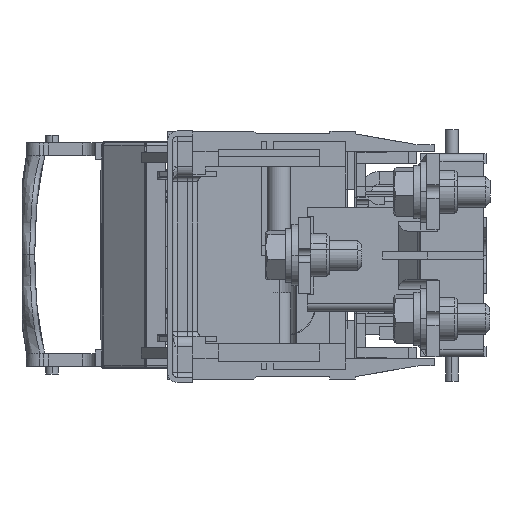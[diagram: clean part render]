
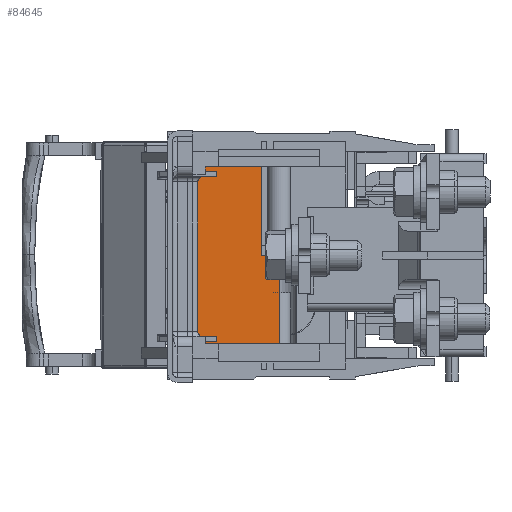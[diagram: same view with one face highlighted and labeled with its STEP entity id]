
A CAD part, left-side view. The second image highlights one B-rep face of the part: STEP entity #84645.
In plain terms, the highlighted planar face has unit normal (-1, 0, 0).
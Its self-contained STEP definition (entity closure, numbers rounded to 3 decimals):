
#1572 = DIRECTION ( 'NONE',  ( -1., 0., 0. ) ) ;
#2621 = DIRECTION ( 'NONE',  ( 0., -1., 0. ) ) ;
#3370 = EDGE_CURVE ( 'NONE', #4480, #36845, #37264, .T. ) ;
#4480 = VERTEX_POINT ( 'NONE', #97077 ) ;
#6429 = CARTESIAN_POINT ( 'NONE',  ( 44.152, 87.5, -4.8 ) ) ;
#7581 = FACE_OUTER_BOUND ( 'NONE', #86832, .T. ) ;
#7880 = VERTEX_POINT ( 'NONE', #8385 ) ;
#7892 = LINE ( 'NONE', #58994, #90047 ) ;
#8385 = CARTESIAN_POINT ( 'NONE',  ( 44.152, 124.5, -4.8 ) ) ;
#10256 = ORIENTED_EDGE ( 'NONE', *, *, #87882, .T. ) ;
#11509 = CARTESIAN_POINT ( 'NONE',  ( 44.152, 91.8, -5.8 ) ) ;
#11513 = CARTESIAN_POINT ( 'NONE',  ( 44.152, 87.5, -0.8 ) ) ;
#13667 = EDGE_CURVE ( 'NONE', #57597, #36523, #36785, .T. ) ;
#13879 = ORIENTED_EDGE ( 'NONE', *, *, #13667, .F. ) ;
#14001 = VERTEX_POINT ( 'NONE', #34465 ) ;
#14045 = VERTEX_POINT ( 'NONE', #79551 ) ;
#14151 = EDGE_CURVE ( 'NONE', #14045, #4480, #60170, .T. ) ;
#15214 = CARTESIAN_POINT ( 'NONE',  ( 44.152, 54.5, -5.8 ) ) ;
#15732 = VECTOR ( 'NONE', #66982, 1000. ) ;
#16349 = EDGE_CURVE ( 'NONE', #37877, #7880, #7892, .T. ) ;
#17076 = LINE ( 'NONE', #76092, #96825 ) ;
#17542 = CARTESIAN_POINT ( 'NONE',  ( 44.152, 54.5, -4.8 ) ) ;
#19283 = LINE ( 'NONE', #74277, #35354 ) ;
#20524 = EDGE_CURVE ( 'NONE', #37877, #73149, #53353, .T. ) ;
#20557 = CARTESIAN_POINT ( 'NONE',  ( 44.152, 54.5, -0.8 ) ) ;
#21970 = VECTOR ( 'NONE', #27991, 1000. ) ;
#22522 = EDGE_CURVE ( 'NONE', #67296, #57597, #17076, .T. ) ;
#24090 = ORIENTED_EDGE ( 'NONE', *, *, #14151, .T. ) ;
#27991 = DIRECTION ( 'NONE',  ( 0., 0., 1. ) ) ;
#28063 = CARTESIAN_POINT ( 'NONE',  ( 44.152, 87.5, 40. ) ) ;
#28205 = VECTOR ( 'NONE', #60480, 1000. ) ;
#30209 = ORIENTED_EDGE ( 'NONE', *, *, #91139, .F. ) ;
#33041 = PLANE ( 'NONE',  #94616 ) ;
#33237 = VECTOR ( 'NONE', #37905, 1000. ) ;
#34465 = CARTESIAN_POINT ( 'NONE',  ( 44.152, 124.436, -4.8 ) ) ;
#34753 = DIRECTION ( 'NONE',  ( 0., 0., 1. ) ) ;
#35354 = VECTOR ( 'NONE', #34753, 1000. ) ;
#36083 = DIRECTION ( 'NONE',  ( 0., 1., 0. ) ) ;
#36446 = VECTOR ( 'NONE', #102162, 1000. ) ;
#36523 = VERTEX_POINT ( 'NONE', #102543 ) ;
#36785 = LINE ( 'NONE', #64438, #15732 ) ;
#36845 = VERTEX_POINT ( 'NONE', #68057 ) ;
#37182 = LINE ( 'NONE', #20557, #95890 ) ;
#37264 = LINE ( 'NONE', #86903, #77032 ) ;
#37877 = VERTEX_POINT ( 'NONE', #49660 ) ;
#37905 = DIRECTION ( 'NONE',  ( 0., -1., 0. ) ) ;
#38086 = EDGE_CURVE ( 'NONE', #73149, #99731, #49115, .T. ) ;
#38103 = VECTOR ( 'NONE', #83686, 1000. ) ;
#40750 = EDGE_CURVE ( 'NONE', #83149, #67296, #75868, .T. ) ;
#42873 = LINE ( 'NONE', #91107, #21970 ) ;
#44461 = ORIENTED_EDGE ( 'NONE', *, *, #69525, .F. ) ;
#44502 = CARTESIAN_POINT ( 'NONE',  ( 44.152, 87.5, 81.2 ) ) ;
#48772 = EDGE_CURVE ( 'NONE', #7880, #14001, #94455, .T. ) ;
#49115 = LINE ( 'NONE', #44502, #28205 ) ;
#49660 = CARTESIAN_POINT ( 'NONE',  ( 44.152, 124.5, 81.2 ) ) ;
#50768 = CARTESIAN_POINT ( 'NONE',  ( 44.152, 87.5, 81.2 ) ) ;
#52135 = VECTOR ( 'NONE', #54895, 1000. ) ;
#53353 = LINE ( 'NONE', #99719, #55819 ) ;
#54895 = DIRECTION ( 'NONE',  ( 0., 1., 0. ) ) ;
#55819 = VECTOR ( 'NONE', #69879, 1000. ) ;
#56886 = DIRECTION ( 'NONE',  ( 0., -1., 0. ) ) ;
#56971 = ORIENTED_EDGE ( 'NONE', *, *, #20524, .F. ) ;
#57597 = VERTEX_POINT ( 'NONE', #84885 ) ;
#58477 = ORIENTED_EDGE ( 'NONE', *, *, #22522, .F. ) ;
#58994 = CARTESIAN_POINT ( 'NONE',  ( 44.152, 124.5, 81.2 ) ) ;
#59491 = ORIENTED_EDGE ( 'NONE', *, *, #16349, .T. ) ;
#60170 = LINE ( 'NONE', #17542, #97857 ) ;
#60480 = DIRECTION ( 'NONE',  ( 0., 0., -1. ) ) ;
#61769 = EDGE_CURVE ( 'NONE', #78919, #70951, #37182, .T. ) ;
#64438 = CARTESIAN_POINT ( 'NONE',  ( 44.152, 54.5, -0.8 ) ) ;
#66982 = DIRECTION ( 'NONE',  ( 0., 1., 0. ) ) ;
#67296 = VERTEX_POINT ( 'NONE', #68998 ) ;
#68057 = CARTESIAN_POINT ( 'NONE',  ( 44.152, 80.5, 40. ) ) ;
#68212 = ORIENTED_EDGE ( 'NONE', *, *, #38086, .F. ) ;
#68998 = CARTESIAN_POINT ( 'NONE',  ( 44.152, 94.55, -5.8 ) ) ;
#69525 = EDGE_CURVE ( 'NONE', #99731, #36845, #82908, .T. ) ;
#69879 = DIRECTION ( 'NONE',  ( 0., -1., 0. ) ) ;
#70951 = VERTEX_POINT ( 'NONE', #90492 ) ;
#73149 = VERTEX_POINT ( 'NONE', #50768 ) ;
#74277 = CARTESIAN_POINT ( 'NONE',  ( 44.152, 87.5, -8.802 ) ) ;
#74472 = DIRECTION ( 'NONE',  ( 0., 0., 1. ) ) ;
#75868 = LINE ( 'NONE', #15214, #52135 ) ;
#76092 = CARTESIAN_POINT ( 'NONE',  ( 44.152, 94.55, -4.3 ) ) ;
#77032 = VECTOR ( 'NONE', #100608, 1000. ) ;
#77913 = CARTESIAN_POINT ( 'NONE',  ( 44.152, 87.5, 40. ) ) ;
#78385 = ORIENTED_EDGE ( 'NONE', *, *, #48772, .T. ) ;
#78710 = LINE ( 'NONE', #94193, #36446 ) ;
#78919 = VERTEX_POINT ( 'NONE', #11513 ) ;
#79551 = CARTESIAN_POINT ( 'NONE',  ( 44.152, 87.5, -4.8 ) ) ;
#82579 = ORIENTED_EDGE ( 'NONE', *, *, #3370, .T. ) ;
#82908 = LINE ( 'NONE', #28063, #38103 ) ;
#83149 = VERTEX_POINT ( 'NONE', #11509 ) ;
#83686 = DIRECTION ( 'NONE',  ( 0., -1., 0. ) ) ;
#84645 = ADVANCED_FACE ( 'NONE', ( #7581 ), #33041, .T. ) ;
#84885 = CARTESIAN_POINT ( 'NONE',  ( 44.152, 94.55, -0.8 ) ) ;
#86832 = EDGE_LOOP ( 'NONE', ( #44461, #68212, #56971, #59491, #78385, #93601, #13879, #58477, #89944, #10256, #97576, #30209, #24090, #82579 ) ) ;
#86903 = CARTESIAN_POINT ( 'NONE',  ( 44.152, 80.5, -8.802 ) ) ;
#87882 = EDGE_CURVE ( 'NONE', #83149, #70951, #42873, .T. ) ;
#88845 = CARTESIAN_POINT ( 'NONE',  ( 44.152, 54.5, -8.802 ) ) ;
#89944 = ORIENTED_EDGE ( 'NONE', *, *, #40750, .F. ) ;
#90047 = VECTOR ( 'NONE', #96041, 1000. ) ;
#90492 = CARTESIAN_POINT ( 'NONE',  ( 44.152, 91.8, -0.8 ) ) ;
#91107 = CARTESIAN_POINT ( 'NONE',  ( 44.152, 91.8, -4.3 ) ) ;
#91139 = EDGE_CURVE ( 'NONE', #14045, #78919, #19283, .T. ) ;
#93601 = ORIENTED_EDGE ( 'NONE', *, *, #101961, .F. ) ;
#94193 = CARTESIAN_POINT ( 'NONE',  ( 44.152, 124.436, -7.8 ) ) ;
#94455 = LINE ( 'NONE', #6429, #33237 ) ;
#94616 = AXIS2_PLACEMENT_3D ( 'NONE', #88845, #1572, #56886 ) ;
#95890 = VECTOR ( 'NONE', #36083, 1000. ) ;
#96041 = DIRECTION ( 'NONE',  ( 0., 0., -1. ) ) ;
#96825 = VECTOR ( 'NONE', #74472, 1000. ) ;
#97077 = CARTESIAN_POINT ( 'NONE',  ( 44.152, 80.5, -4.8 ) ) ;
#97576 = ORIENTED_EDGE ( 'NONE', *, *, #61769, .F. ) ;
#97857 = VECTOR ( 'NONE', #2621, 1000. ) ;
#99719 = CARTESIAN_POINT ( 'NONE',  ( 44.152, 87.5, 81.2 ) ) ;
#99731 = VERTEX_POINT ( 'NONE', #77913 ) ;
#100608 = DIRECTION ( 'NONE',  ( 0., 0., 1. ) ) ;
#101961 = EDGE_CURVE ( 'NONE', #36523, #14001, #78710, .T. ) ;
#102162 = DIRECTION ( 'NONE',  ( 0., 0., -1. ) ) ;
#102543 = CARTESIAN_POINT ( 'NONE',  ( 44.152, 124.436, -0.8 ) ) ;
